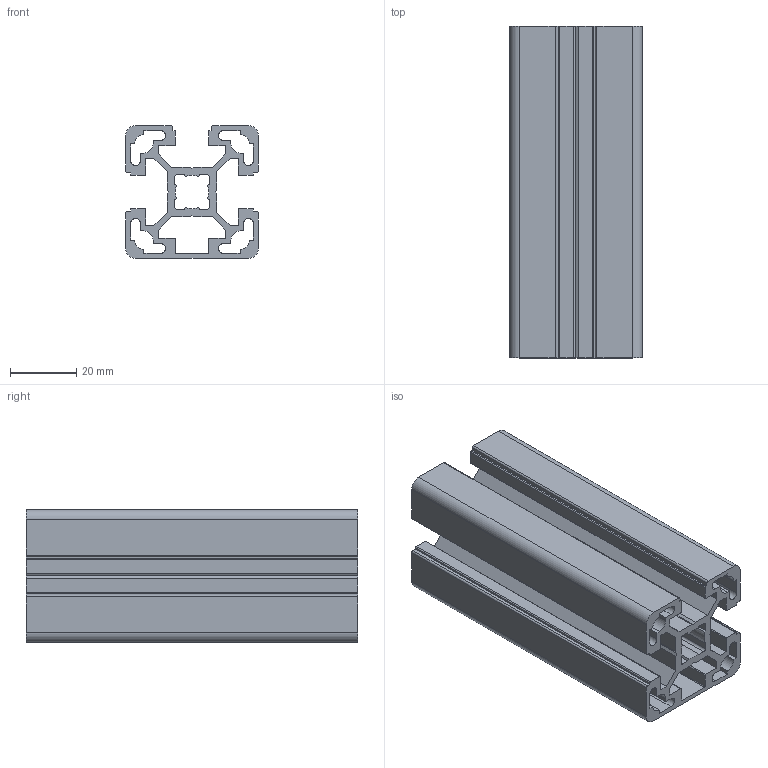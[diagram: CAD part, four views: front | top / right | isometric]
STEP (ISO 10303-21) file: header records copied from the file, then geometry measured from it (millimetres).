
FILE_DESCRIPTION( ( 'Unknown' ), '1' );
FILE_NAME( '6111275', 'Unknown', ( 'Unknown' ), ( 'JUGARD+KÜNSTNER GmbH' ), 'XStep 1.0', 'Unknown', ' ' );
FILE_SCHEMA( ( 'automotive_design' ) );
Length unit declared in the file: millimetre
Products named in the file (1): 1
Bounding box: 40 x 100 x 40 mm (x, y, z)
Volume: 57853.1 mm3; surface area: 53580 mm2
Topology: 1 solids, 1 shells, 168 faces, 498 edges, 332 vertices
Faces by surface type: plane 118, cylinder 50
Entity records: 6986 total; most frequent: CARTESIAN_POINT 999, ORIENTED_EDGE 996, DIRECTION 936, EDGE_CURVE 498, LINE 398, VECTOR 398, VERTEX_POINT 332, AXIS2_PLACEMENT_3D 269
